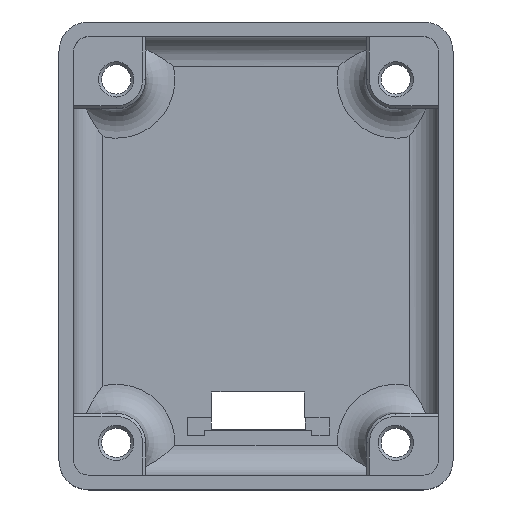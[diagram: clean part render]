
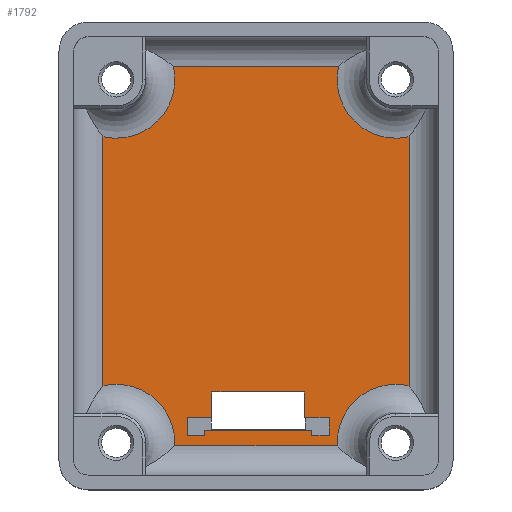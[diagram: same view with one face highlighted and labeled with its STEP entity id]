
A CAD part, top view. The second image highlights one B-rep face of the part: STEP entity #1792.
In plain terms, the highlighted planar face has unit normal (0, 0, 1).
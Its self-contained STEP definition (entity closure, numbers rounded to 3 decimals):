
#58=LINE('',#2659,#234);
#63=LINE('',#2713,#239);
#64=LINE('',#2717,#240);
#65=LINE('',#2720,#241);
#66=LINE('',#2723,#242);
#67=LINE('',#2725,#243);
#68=LINE('',#2727,#244);
#69=LINE('',#2729,#245);
#70=LINE('',#2731,#246);
#71=LINE('',#2733,#247);
#72=LINE('',#2735,#248);
#73=LINE('',#2737,#249);
#74=LINE('',#2739,#250);
#75=LINE('',#2741,#251);
#76=LINE('',#2743,#252);
#77=LINE('',#2744,#253);
#234=VECTOR('',#2112,10.);
#239=VECTOR('',#2133,10.);
#240=VECTOR('',#2136,10.);
#241=VECTOR('',#2139,10.);
#242=VECTOR('',#2140,10.);
#243=VECTOR('',#2141,10.);
#244=VECTOR('',#2142,10.);
#245=VECTOR('',#2143,10.);
#246=VECTOR('',#2144,10.);
#247=VECTOR('',#2145,10.);
#248=VECTOR('',#2146,10.);
#249=VECTOR('',#2147,10.);
#250=VECTOR('',#2148,10.);
#251=VECTOR('',#2149,10.);
#252=VECTOR('',#2150,10.);
#253=VECTOR('',#2151,10.);
#435=FACE_BOUND('',#563,.T.);
#457=FACE_OUTER_BOUND('',#562,.T.);
#562=EDGE_LOOP('',(#1223,#1224,#1225,#1226,#1227,#1228,#1229,#1230));
#563=EDGE_LOOP('',(#1231,#1232,#1233,#1234,#1235,#1236,#1237,#1238,#1239,
#1240,#1241,#1242));
#682=CIRCLE('',#1918,8.);
#684=CIRCLE('',#1921,8.);
#685=CIRCLE('',#1922,8.);
#686=CIRCLE('',#1923,8.);
#758=VERTEX_POINT('',#2648);
#760=VERTEX_POINT('',#2658);
#767=VERTEX_POINT('',#2690);
#770=VERTEX_POINT('',#2710);
#771=VERTEX_POINT('',#2712);
#772=VERTEX_POINT('',#2714);
#773=VERTEX_POINT('',#2716);
#774=VERTEX_POINT('',#2718);
#775=VERTEX_POINT('',#2721);
#776=VERTEX_POINT('',#2722);
#777=VERTEX_POINT('',#2724);
#778=VERTEX_POINT('',#2726);
#779=VERTEX_POINT('',#2728);
#780=VERTEX_POINT('',#2730);
#781=VERTEX_POINT('',#2732);
#782=VERTEX_POINT('',#2734);
#783=VERTEX_POINT('',#2736);
#784=VERTEX_POINT('',#2738);
#785=VERTEX_POINT('',#2740);
#786=VERTEX_POINT('',#2742);
#932=EDGE_CURVE('',#758,#760,#58,.T.);
#941=EDGE_CURVE('',#760,#767,#682,.T.);
#945=EDGE_CURVE('',#770,#758,#684,.T.);
#946=EDGE_CURVE('',#771,#770,#63,.T.);
#947=EDGE_CURVE('',#772,#771,#685,.T.);
#948=EDGE_CURVE('',#773,#772,#64,.T.);
#949=EDGE_CURVE('',#774,#773,#686,.T.);
#950=EDGE_CURVE('',#767,#774,#65,.T.);
#951=EDGE_CURVE('',#775,#776,#66,.T.);
#952=EDGE_CURVE('',#776,#777,#67,.T.);
#953=EDGE_CURVE('',#777,#778,#68,.T.);
#954=EDGE_CURVE('',#778,#779,#69,.T.);
#955=EDGE_CURVE('',#779,#780,#70,.T.);
#956=EDGE_CURVE('',#780,#781,#71,.T.);
#957=EDGE_CURVE('',#781,#782,#72,.T.);
#958=EDGE_CURVE('',#782,#783,#73,.T.);
#959=EDGE_CURVE('',#783,#784,#74,.T.);
#960=EDGE_CURVE('',#784,#785,#75,.T.);
#961=EDGE_CURVE('',#785,#786,#76,.T.);
#962=EDGE_CURVE('',#786,#775,#77,.T.);
#1223=ORIENTED_EDGE('',*,*,#932,.F.);
#1224=ORIENTED_EDGE('',*,*,#945,.F.);
#1225=ORIENTED_EDGE('',*,*,#946,.F.);
#1226=ORIENTED_EDGE('',*,*,#947,.F.);
#1227=ORIENTED_EDGE('',*,*,#948,.F.);
#1228=ORIENTED_EDGE('',*,*,#949,.F.);
#1229=ORIENTED_EDGE('',*,*,#950,.F.);
#1230=ORIENTED_EDGE('',*,*,#941,.F.);
#1231=ORIENTED_EDGE('',*,*,#951,.T.);
#1232=ORIENTED_EDGE('',*,*,#952,.T.);
#1233=ORIENTED_EDGE('',*,*,#953,.T.);
#1234=ORIENTED_EDGE('',*,*,#954,.T.);
#1235=ORIENTED_EDGE('',*,*,#955,.T.);
#1236=ORIENTED_EDGE('',*,*,#956,.T.);
#1237=ORIENTED_EDGE('',*,*,#957,.T.);
#1238=ORIENTED_EDGE('',*,*,#958,.T.);
#1239=ORIENTED_EDGE('',*,*,#959,.T.);
#1240=ORIENTED_EDGE('',*,*,#960,.T.);
#1241=ORIENTED_EDGE('',*,*,#961,.T.);
#1242=ORIENTED_EDGE('',*,*,#962,.T.);
#1734=PLANE('',#1920);
#1792=ADVANCED_FACE('',(#457,#435),#1734,.T.);
#1918=AXIS2_PLACEMENT_3D('',#2691,#2125,#2126);
#1920=AXIS2_PLACEMENT_3D('',#2709,#2129,#2130);
#1921=AXIS2_PLACEMENT_3D('',#2711,#2131,#2132);
#1922=AXIS2_PLACEMENT_3D('',#2715,#2134,#2135);
#1923=AXIS2_PLACEMENT_3D('',#2719,#2137,#2138);
#2112=DIRECTION('',(1.,0.,0.));
#2125=DIRECTION('center_axis',(0.,0.,1.));
#2126=DIRECTION('ref_axis',(-0.707,-0.707,0.));
#2129=DIRECTION('center_axis',(0.,0.,1.));
#2130=DIRECTION('ref_axis',(1.,0.,0.));
#2131=DIRECTION('center_axis',(0.,0.,1.));
#2132=DIRECTION('ref_axis',(0.707,-0.707,0.));
#2133=DIRECTION('',(0.,1.,0.));
#2134=DIRECTION('center_axis',(0.,0.,1.));
#2135=DIRECTION('ref_axis',(0.707,0.707,0.));
#2136=DIRECTION('',(-1.,0.,0.));
#2137=DIRECTION('center_axis',(0.,0.,1.));
#2138=DIRECTION('ref_axis',(-0.707,0.707,0.));
#2139=DIRECTION('',(0.,-1.,0.));
#2140=DIRECTION('',(1.,0.,0.));
#2141=DIRECTION('',(0.,-1.,0.));
#2142=DIRECTION('',(-1.,0.,0.));
#2143=DIRECTION('',(0.,1.,0.));
#2144=DIRECTION('',(-1.,0.,0.));
#2145=DIRECTION('',(0.,-1.,0.));
#2146=DIRECTION('',(-1.,0.,0.));
#2147=DIRECTION('',(0.,1.,0.));
#2148=DIRECTION('',(1.,0.,0.));
#2149=DIRECTION('',(0.,1.,0.));
#2150=DIRECTION('',(1.,0.,0.));
#2151=DIRECTION('',(0.,-1.,0.));
#2648=CARTESIAN_POINT('',(-38.117,57.75,-18.));
#2658=CARTESIAN_POINT('',(-15.603,57.75,-18.));
#2659=CARTESIAN_POINT('',(-38.29,57.75,-18.));
#2690=CARTESIAN_POINT('',(-6.,48.147,-18.));
#2691=CARTESIAN_POINT('Origin',(-7.81,55.94,-18.));
#2709=CARTESIAN_POINT('Origin',(-26.86,31.875,-18.));
#2710=CARTESIAN_POINT('',(-47.72,48.147,-18.));
#2711=CARTESIAN_POINT('Origin',(-45.91,55.94,-18.));
#2712=CARTESIAN_POINT('',(-47.72,14.201,-18.));
#2713=CARTESIAN_POINT('',(-47.72,17.938,-18.));
#2714=CARTESIAN_POINT('',(-37.923,6.,-18.));
#2715=CARTESIAN_POINT('Origin',(-45.912,6.408,-18.));
#2716=CARTESIAN_POINT('',(-15.797,6.,-18.));
#2717=CARTESIAN_POINT('',(-15.43,6.,-18.));
#2718=CARTESIAN_POINT('',(-6.,14.201,-18.));
#2719=CARTESIAN_POINT('Origin',(-7.808,6.408,-18.));
#2720=CARTESIAN_POINT('',(-6.,45.813,-18.));
#2721=CARTESIAN_POINT('',(-20.262,9.857,-18.));
#2722=CARTESIAN_POINT('',(-16.862,9.857,-18.));
#2723=CARTESIAN_POINT('',(-26.711,9.857,-18.));
#2724=CARTESIAN_POINT('',(-16.862,7.457,-18.));
#2725=CARTESIAN_POINT('',(-16.862,20.766,-18.));
#2726=CARTESIAN_POINT('',(-19.262,7.457,-18.));
#2727=CARTESIAN_POINT('',(-21.961,7.457,-18.));
#2728=CARTESIAN_POINT('',(-19.262,8.157,-18.));
#2729=CARTESIAN_POINT('',(-19.262,19.766,-18.));
#2730=CARTESIAN_POINT('',(-33.862,8.157,-18.));
#2731=CARTESIAN_POINT('',(-26.711,8.157,-18.));
#2732=CARTESIAN_POINT('',(-33.862,7.457,-18.));
#2733=CARTESIAN_POINT('',(-33.862,20.766,-18.));
#2734=CARTESIAN_POINT('',(-36.262,7.457,-18.));
#2735=CARTESIAN_POINT('',(-30.461,7.457,-18.));
#2736=CARTESIAN_POINT('',(-36.262,9.857,-18.));
#2737=CARTESIAN_POINT('',(-36.262,19.766,-18.));
#2738=CARTESIAN_POINT('',(-32.862,9.857,-18.));
#2739=CARTESIAN_POINT('',(-26.711,9.857,-18.));
#2740=CARTESIAN_POINT('',(-32.862,13.357,-18.));
#2741=CARTESIAN_POINT('',(-32.862,22.616,-18.));
#2742=CARTESIAN_POINT('',(-20.262,13.357,-18.));
#2743=CARTESIAN_POINT('',(-23.561,13.357,-18.));
#2744=CARTESIAN_POINT('',(-20.262,20.066,-18.));
